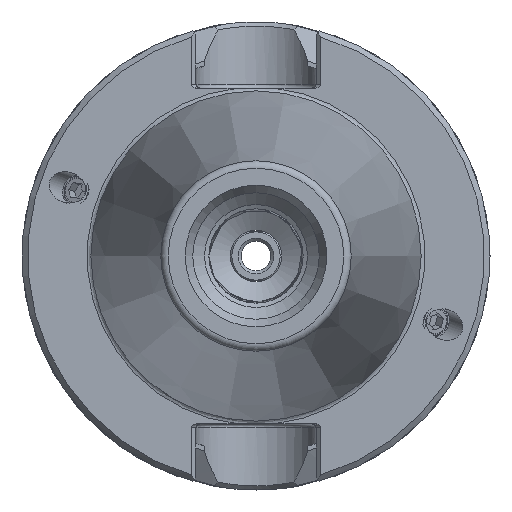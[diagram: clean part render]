
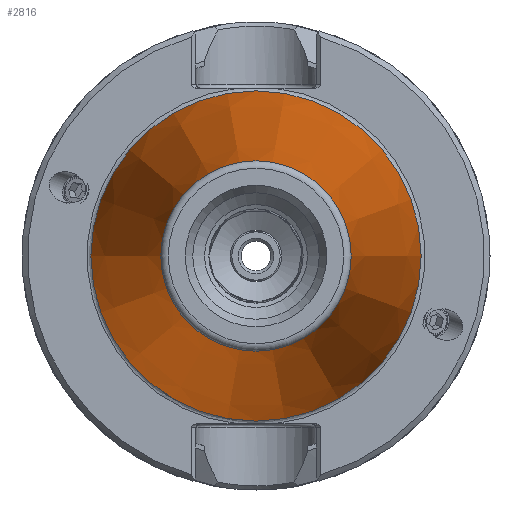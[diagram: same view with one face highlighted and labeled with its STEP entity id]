
A CAD part, left-side view. The second image highlights one B-rep face of the part: STEP entity #2816.
In plain terms, the highlighted conical face has half-angle 8.297 degrees and reference radius 17.456 mm.
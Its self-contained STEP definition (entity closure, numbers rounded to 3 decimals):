
#2773=CARTESIAN_POINT('',(-64.536,12.814,0.));
#2774=VERTEX_POINT('',#2773);
#2775=CARTESIAN_POINT('',(-64.536,0.,0.));
#2776=DIRECTION('',(-1.0,0.0,0.0));
#2777=DIRECTION('',(0.0,-1.0,0.0));
#2778=AXIS2_PLACEMENT_3D('',#2775,#2776,#2777);
#2779=CIRCLE('',#2778,12.814);
#2780=EDGE_CURVE('',#2774,#2774,#2779,.T.);
#2797=CARTESIAN_POINT('',(-32.703,0.0,0.0));
#2798=DIRECTION('',(1.0,0.0,0.0));
#2799=DIRECTION('',(0.,1.0,0.0));
#2800=AXIS2_PLACEMENT_3D('',#2797,#2798,#2799);
#2801=CONICAL_SURFACE('',#2800,17.456,8.297);
#2802=CARTESIAN_POINT('',(0.0,22.225,0.0));
#2803=VERTEX_POINT('',#2802);
#2804=CARTESIAN_POINT('',(0.0,0.0,0.0));
#2805=DIRECTION('',(1.0,0.,0.0));
#2806=DIRECTION('',(0.,1.0,0.0));
#2807=AXIS2_PLACEMENT_3D('',#2804,#2805,#2806);
#2808=CIRCLE('',#2807,22.225);
#2809=EDGE_CURVE('',#2803,#2803,#2808,.T.);
#2810=ORIENTED_EDGE('',*,*,#2809,.F.);
#2811=EDGE_LOOP('',(#2810));
#2812=FACE_OUTER_BOUND('',#2811,.T.);
#2813=ORIENTED_EDGE('',*,*,#2780,.F.);
#2814=EDGE_LOOP('',(#2813));
#2815=FACE_BOUND('',#2814,.T.);
#2816=ADVANCED_FACE('',(#2812,#2815),#2801,.T.);
